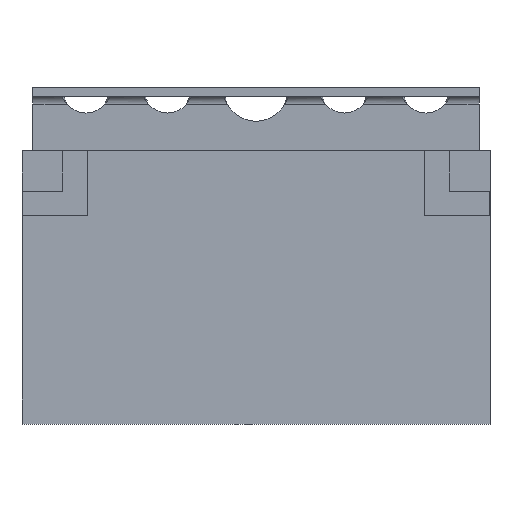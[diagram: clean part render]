
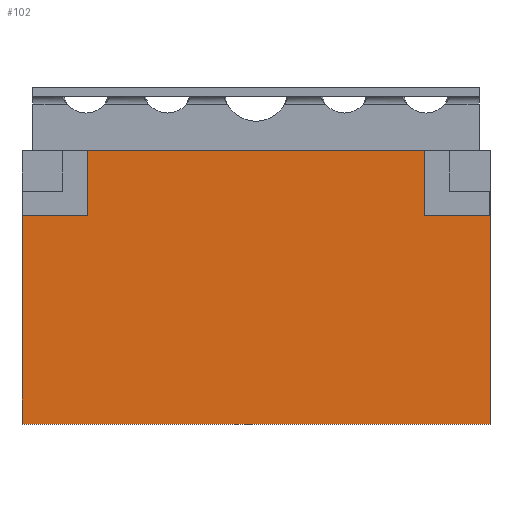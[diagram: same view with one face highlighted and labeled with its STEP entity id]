
A CAD part, front view. The second image highlights one B-rep face of the part: STEP entity #102.
In plain terms, the highlighted planar face has unit normal (0, -1, 0).
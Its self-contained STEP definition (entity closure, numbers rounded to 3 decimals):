
#102=ADVANCED_FACE('',(#3591),#3593,.F.);
#3591=FACE_BOUND('',#3592,.T.);
#3592=EDGE_LOOP('',(#9391,#9392,#9393,#9394,#9395,#9396,#9397,#9398));
#3593=PLANE('',#3594);
#3594=AXIS2_PLACEMENT_3D('',#3595,#3596,#3597);
#3595=CARTESIAN_POINT('',(-8.6,-2.6,10.05));
#3596=DIRECTION('',(0.,1.,0.));
#3597=DIRECTION('',(-1.,0.,0.));
#9391=ORIENTED_EDGE('',*,*,#11473,.F.);
#9392=ORIENTED_EDGE('',*,*,#11445,.F.);
#9393=ORIENTED_EDGE('',*,*,#11474,.F.);
#9394=ORIENTED_EDGE('',*,*,#11475,.F.);
#9395=ORIENTED_EDGE('',*,*,#11464,.T.);
#9396=ORIENTED_EDGE('',*,*,#11476,.T.);
#9397=ORIENTED_EDGE('',*,*,#11477,.F.);
#9398=ORIENTED_EDGE('',*,*,#11478,.F.);
#11445=EDGE_CURVE('',#12494,#12496,#12497,.T.);
#11464=EDGE_CURVE('',#12532,#12530,#12533,.T.);
#11473=EDGE_CURVE('',#12496,#12547,#12548,.T.);
#11474=EDGE_CURVE('',#12549,#12494,#12550,.T.);
#11475=EDGE_CURVE('',#12532,#12549,#12551,.T.);
#11476=EDGE_CURVE('',#12530,#12552,#12553,.T.);
#11477=EDGE_CURVE('',#12554,#12552,#12555,.T.);
#11478=EDGE_CURVE('',#12547,#12554,#12556,.T.);
#12494=VERTEX_POINT('',#14227);
#12496=VERTEX_POINT('',#14231);
#12497=LINE('',#14232,#14233);
#12530=VERTEX_POINT('',#14301);
#12532=VERTEX_POINT('',#14305);
#12533=LINE('',#14306,#14307);
#12547=VERTEX_POINT('',#14338);
#12548=LINE('',#14339,#14340);
#12549=VERTEX_POINT('',#14342);
#12550=LINE('',#14343,#14344);
#12551=LINE('',#14346,#14347);
#12552=VERTEX_POINT('',#14349);
#12553=LINE('',#14350,#14351);
#12554=VERTEX_POINT('',#14353);
#12555=LINE('',#14354,#14355);
#12556=LINE('',#14357,#14358);
#14227=CARTESIAN_POINT('',(-6.2,-2.6,10.05));
#14231=CARTESIAN_POINT('',(6.2,-2.6,10.05));
#14232=CARTESIAN_POINT('',(-6.2,-2.6,10.05));
#14233=VECTOR('',#14234,1.);
#14234=DIRECTION('',(1.,0.,0.));
#14301=CARTESIAN_POINT('',(-8.6,-2.6,0.));
#14305=CARTESIAN_POINT('',(-8.6,-2.6,7.65));
#14306=CARTESIAN_POINT('',(-8.6,-2.6,7.65));
#14307=VECTOR('',#14308,1.);
#14308=DIRECTION('',(0.,0.,-1.));
#14338=CARTESIAN_POINT('',(6.2,-2.6,7.65));
#14339=CARTESIAN_POINT('',(6.2,-2.6,10.05));
#14340=VECTOR('',#14341,1.);
#14341=DIRECTION('',(0.,0.,-1.));
#14342=CARTESIAN_POINT('',(-6.2,-2.6,7.65));
#14343=CARTESIAN_POINT('',(-6.2,-2.6,7.65));
#14344=VECTOR('',#14345,1.);
#14345=DIRECTION('',(0.,0.,1.));
#14346=CARTESIAN_POINT('',(-8.6,-2.6,7.65));
#14347=VECTOR('',#14348,1.);
#14348=DIRECTION('',(1.,0.,0.));
#14349=CARTESIAN_POINT('',(8.6,-2.6,0.));
#14350=CARTESIAN_POINT('',(-8.6,-2.6,0.));
#14351=VECTOR('',#14352,1.);
#14352=DIRECTION('',(1.,0.,0.));
#14353=CARTESIAN_POINT('',(8.6,-2.6,7.65));
#14354=CARTESIAN_POINT('',(8.6,-2.6,7.65));
#14355=VECTOR('',#14356,1.);
#14356=DIRECTION('',(0.,0.,-1.));
#14357=CARTESIAN_POINT('',(6.2,-2.6,7.65));
#14358=VECTOR('',#14359,1.);
#14359=DIRECTION('',(1.,0.,0.));
